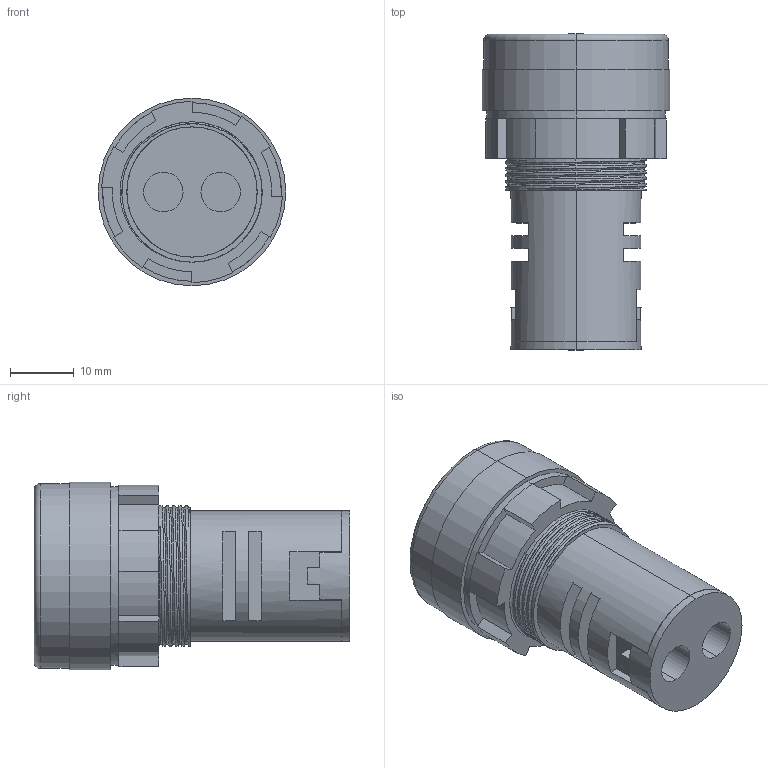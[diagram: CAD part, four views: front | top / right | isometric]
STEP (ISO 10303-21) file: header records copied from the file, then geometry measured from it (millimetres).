
FILE_DESCRIPTION (( 'STEP AP214' ), '1' );
FILE_NAME ('BLS10-ADDS-036-K04 Ëàìïà AD22DS(LED)ìàòðèöà d22ìì êðàñíûé 36Â AC_DC ÈÝÊ.STEP', '2018-01-15T09:50:31', ( '' ), ( '' ), 'SwSTEP 2.0', 'SolidWorks 2014', '' );
FILE_SCHEMA (( 'AUTOMOTIVE_DESIGN' ));
Length unit declared in the file: millimetre
Products named in the file (1): BLS10-ADDS-036-K04 Ëàìïà AD22DS(LED)ìàòðèöà d22ìì êðàñíûé 36Â AC_DC  ÈÝÊ
Bounding box: 29.4 x 49.5 x 29.4 mm (x, y, z)
Volume: 21106.1 mm3; surface area: 6337.4 mm2
Topology: 1 solids, 1 shells, 132 faces, 353 edges, 233 vertices
Faces by surface type: plane 88, cylinder 38, bspline 4, torus 2
Entity records: 5575 total; most frequent: CARTESIAN_POINT 2223, ORIENTED_EDGE 706, DIRECTION 691, EDGE_CURVE 353, AXIS2_PLACEMENT_3D 235, VERTEX_POINT 233, LINE 221, VECTOR 221
